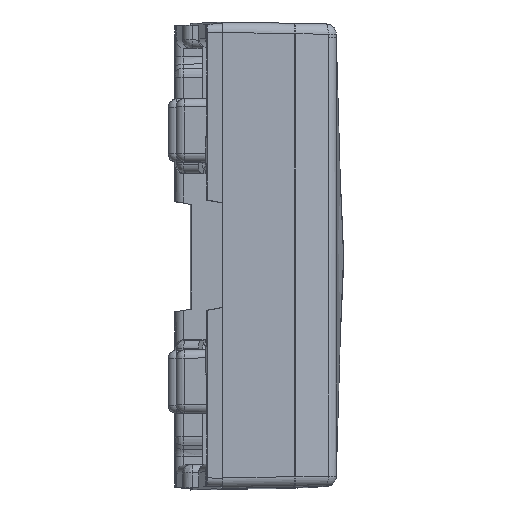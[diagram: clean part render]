
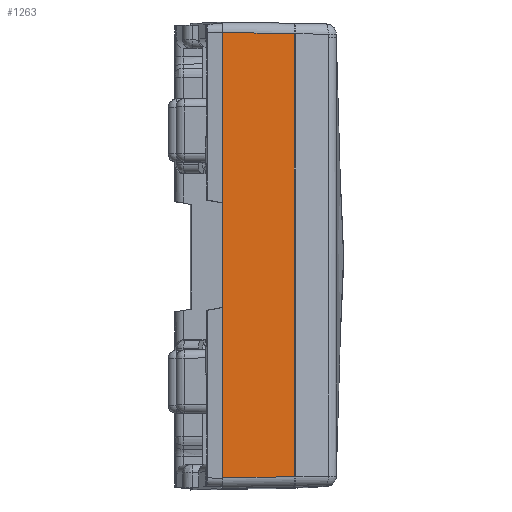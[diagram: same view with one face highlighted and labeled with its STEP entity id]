
A CAD part, top view. The second image highlights one B-rep face of the part: STEP entity #1263.
In plain terms, the highlighted planar face has unit normal (0.052, 0, 0.999).
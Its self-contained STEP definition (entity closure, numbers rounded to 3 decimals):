
#1237=AXIS2_PLACEMENT_3D('Plane Axis2P3D',#1234,#1235,#1236) ;
#274=CARTESIAN_POINT('Vertex',(7.339,10.578,22.124)) ;
#294=CARTESIAN_POINT('Line Origine',(6.293,10.596,22.179)) ;
#298=CARTESIAN_POINT('Vertex',(3.936,10.637,22.303)) ;
#1234=CARTESIAN_POINT('Axis2P3D Location',(3.187,0.,22.342)) ;
#1239=CARTESIAN_POINT('Line Origine',(3.936,0.,22.303)) ;
#1243=CARTESIAN_POINT('Vertex',(3.936,-10.637,22.303)) ;
#1247=CARTESIAN_POINT('Control Point',(7.339,-10.578,22.124)) ;
#1248=CARTESIAN_POINT('Control Point',(3.936,-10.637,22.303)) ;
#1249=CARTESIAN_POINT('Vertex',(7.339,-10.578,22.124)) ;
#1252=CARTESIAN_POINT('Line Origine',(7.339,0.,22.124)) ;
#295=DIRECTION('Vector Direction',(-0.998,0.017,0.052)) ;
#1235=DIRECTION('Axis2P3D Direction',(-0.052,0.,-0.999)) ;
#1236=DIRECTION('Axis2P3D XDirection',(0.,-1.,0.)) ;
#1240=DIRECTION('Vector Direction',(0.,-1.,0.)) ;
#1253=DIRECTION('Vector Direction',(0.,-1.,0.)) ;
#296=VECTOR('Line Direction',#295,1.) ;
#1241=VECTOR('Line Direction',#1240,1.) ;
#1254=VECTOR('Line Direction',#1253,1.) ;
#1258=ORIENTED_EDGE('',*,*,#1245,.T.) ;
#1259=ORIENTED_EDGE('',*,*,#1251,.F.) ;
#1260=ORIENTED_EDGE('',*,*,#1256,.F.) ;
#1261=ORIENTED_EDGE('',*,*,#300,.T.) ;
#1263=ADVANCED_FACE('PartBody',(#1262),#1238,.F.) ;
#1246=B_SPLINE_CURVE_WITH_KNOTS('',1,(#1247,#1248),.UNSPECIFIED.,.F.,.U.,(2,2),(-1.048,2.36),.UNSPECIFIED.) ;
#300=EDGE_CURVE('',#275,#299,#297,.T.) ;
#1245=EDGE_CURVE('',#299,#1244,#1242,.T.) ;
#1251=EDGE_CURVE('',#1250,#1244,#1246,.T.) ;
#1256=EDGE_CURVE('',#275,#1250,#1255,.T.) ;
#1257=EDGE_LOOP('',(#1258,#1259,#1260,#1261)) ;
#1262=FACE_OUTER_BOUND('',#1257,.T.) ;
#297=LINE('Line',#294,#296) ;
#1242=LINE('Line',#1239,#1241) ;
#1255=LINE('Line',#1252,#1254) ;
#1238=PLANE('',#1237) ;
#275=VERTEX_POINT('',#274) ;
#299=VERTEX_POINT('',#298) ;
#1244=VERTEX_POINT('',#1243) ;
#1250=VERTEX_POINT('',#1249) ;
